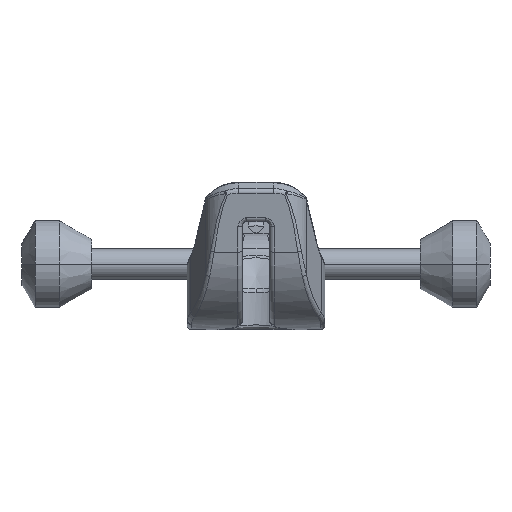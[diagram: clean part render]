
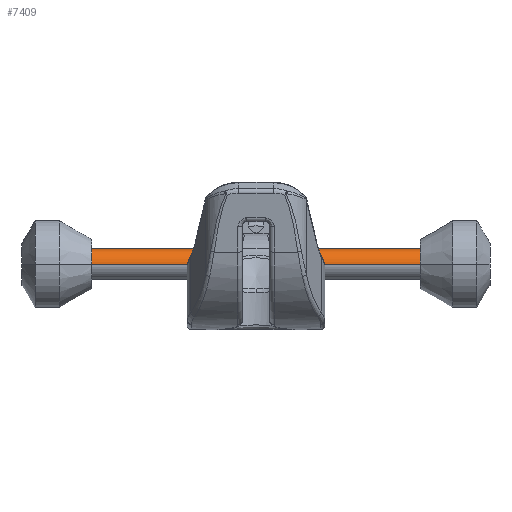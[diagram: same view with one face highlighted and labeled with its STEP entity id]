
A CAD part, left-side view. The second image highlights one B-rep face of the part: STEP entity #7409.
In plain terms, the highlighted cylindrical face has radius 7 mm (diameter 14 mm), a partial arc.
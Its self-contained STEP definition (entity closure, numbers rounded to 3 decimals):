
#7143=DIRECTION('',(-1.,0.,0.));
#7144=VECTOR('',#7143,150.);
#7145=CARTESIAN_POINT('',(75.,7.,0.));
#7146=LINE('',#7145,#7144);
#7147=CARTESIAN_POINT('',(75.,0.,0.));
#7148=DIRECTION('',(1.,0.,0.));
#7149=DIRECTION('',(0.,1.,0.));
#7150=AXIS2_PLACEMENT_3D('',#7147,#7148,#7149);
#7152=DIRECTION('',(-1.,0.,0.));
#7153=VECTOR('',#7152,150.);
#7154=CARTESIAN_POINT('',(75.,-7.,0.));
#7155=LINE('',#7154,#7153);
#7156=CARTESIAN_POINT('',(-75.,0.,0.));
#7157=DIRECTION('',(1.,0.,0.));
#7158=DIRECTION('',(0.,1.,0.));
#7159=AXIS2_PLACEMENT_3D('',#7156,#7157,#7158);
#7238=CARTESIAN_POINT('',(75.,7.,0.));
#7239=CARTESIAN_POINT('',(-75.,7.,0.));
#7240=VERTEX_POINT('',#7238);
#7241=VERTEX_POINT('',#7239);
#7258=CARTESIAN_POINT('',(75.,-7.,0.));
#7259=CARTESIAN_POINT('',(-75.,-7.,0.));
#7260=VERTEX_POINT('',#7258);
#7261=VERTEX_POINT('',#7259);
#7397=CARTESIAN_POINT('',(117.935,0.,0.));
#7398=DIRECTION('',(-1.,0.,0.));
#7399=DIRECTION('',(0.,1.,0.));
#7400=AXIS2_PLACEMENT_3D('',#7397,#7398,#7399);
#7401=CYLINDRICAL_SURFACE('',#7400,7.);
#7402=ORIENTED_EDGE('',*,*,#7387,.F.);
#7403=ORIENTED_EDGE('',*,*,#7377,.T.);
#7404=ORIENTED_EDGE('',*,*,#7391,.T.);
#7406=ORIENTED_EDGE('',*,*,#7405,.F.);
#7407=EDGE_LOOP('',(#7402,#7403,#7404,#7406));
#7408=FACE_OUTER_BOUND('',#7407,.F.);
#7409=ADVANCED_FACE('',(#7408),#7401,.T.);
#7151=CIRCLE('',#7150,7.);
#7160=CIRCLE('',#7159,7.);
#7377=EDGE_CURVE('',#7240,#7260,#7151,.T.);
#7387=EDGE_CURVE('',#7240,#7241,#7146,.T.);
#7391=EDGE_CURVE('',#7260,#7261,#7155,.T.);
#7405=EDGE_CURVE('',#7241,#7261,#7160,.T.);
